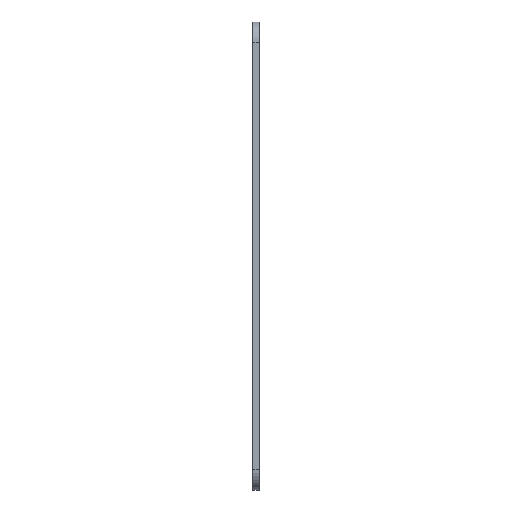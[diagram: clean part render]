
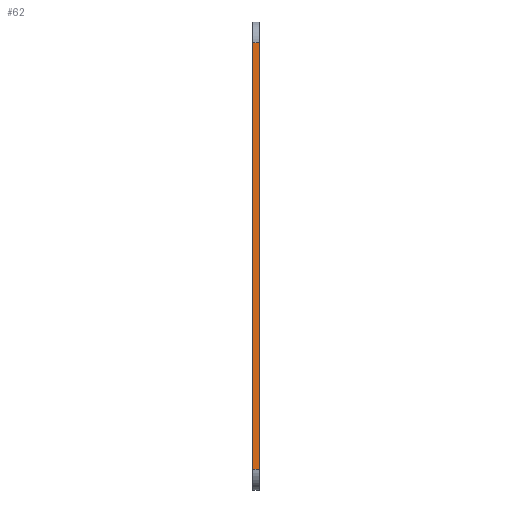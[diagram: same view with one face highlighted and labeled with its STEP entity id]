
A CAD part, left-side view. The second image highlights one B-rep face of the part: STEP entity #62.
In plain terms, the highlighted planar face has unit normal (-1, 0, 0).
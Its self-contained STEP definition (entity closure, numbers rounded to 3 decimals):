
#1 = CARTESIAN_POINT ( 'NONE',  ( -245., -5., -155. ) ) ;
#7 = DIRECTION ( 'NONE',  ( 0., 0., 1. ) ) ;
#62 = ADVANCED_FACE ( 'NONE', ( #531 ), #621, .T. ) ;
#73 = DIRECTION ( 'NONE',  ( 0., 0., 1. ) ) ;
#74 = CARTESIAN_POINT ( 'NONE',  ( -245., -5., 155. ) ) ;
#92 = DIRECTION ( 'NONE',  ( -1., 0., 0. ) ) ;
#121 = CARTESIAN_POINT ( 'NONE',  ( -245., -5., -155. ) ) ;
#157 = DIRECTION ( 'NONE',  ( 0., 1., 0. ) ) ;
#228 = LINE ( 'NONE', #947, #938 ) ;
#259 = CARTESIAN_POINT ( 'NONE',  ( -245., -5., 170. ) ) ;
#264 = VECTOR ( 'NONE', #157, 1000. ) ;
#315 = LINE ( 'NONE', #1, #902 ) ;
#332 = ORIENTED_EDGE ( 'NONE', *, *, #937, .T. ) ;
#362 = VERTEX_POINT ( 'NONE', #74 ) ;
#377 = ORIENTED_EDGE ( 'NONE', *, *, #446, .T. ) ;
#387 = VECTOR ( 'NONE', #565, 1000. ) ;
#396 = CARTESIAN_POINT ( 'NONE',  ( -245., -5., 155. ) ) ;
#446 = EDGE_CURVE ( 'NONE', #806, #754, #315, .T. ) ;
#480 = LINE ( 'NONE', #396, #264 ) ;
#522 = CARTESIAN_POINT ( 'NONE',  ( -245., 0., -155. ) ) ;
#530 = AXIS2_PLACEMENT_3D ( 'NONE', #534, #92, #7 ) ;
#531 = FACE_OUTER_BOUND ( 'NONE', #622, .T. ) ;
#534 = CARTESIAN_POINT ( 'NONE',  ( -245., -5., 170. ) ) ;
#565 = DIRECTION ( 'NONE',  ( 0., 0., 1. ) ) ;
#621 = PLANE ( 'NONE',  #530 ) ;
#622 = EDGE_LOOP ( 'NONE', ( #819, #377, #713, #332 ) ) ;
#713 = ORIENTED_EDGE ( 'NONE', *, *, #728, .T. ) ;
#728 = EDGE_CURVE ( 'NONE', #754, #362, #939, .T. ) ;
#754 = VERTEX_POINT ( 'NONE', #121 ) ;
#791 = CARTESIAN_POINT ( 'NONE',  ( -245., 0., 155. ) ) ;
#806 = VERTEX_POINT ( 'NONE', #522 ) ;
#819 = ORIENTED_EDGE ( 'NONE', *, *, #832, .F. ) ;
#832 = EDGE_CURVE ( 'NONE', #806, #846, #228, .T. ) ;
#846 = VERTEX_POINT ( 'NONE', #791 ) ;
#902 = VECTOR ( 'NONE', #912, 1000. ) ;
#912 = DIRECTION ( 'NONE',  ( 0., -1., 0. ) ) ;
#937 = EDGE_CURVE ( 'NONE', #362, #846, #480, .T. ) ;
#938 = VECTOR ( 'NONE', #73, 1000. ) ;
#939 = LINE ( 'NONE', #259, #387 ) ;
#947 = CARTESIAN_POINT ( 'NONE',  ( -245., 0., 170. ) ) ;
